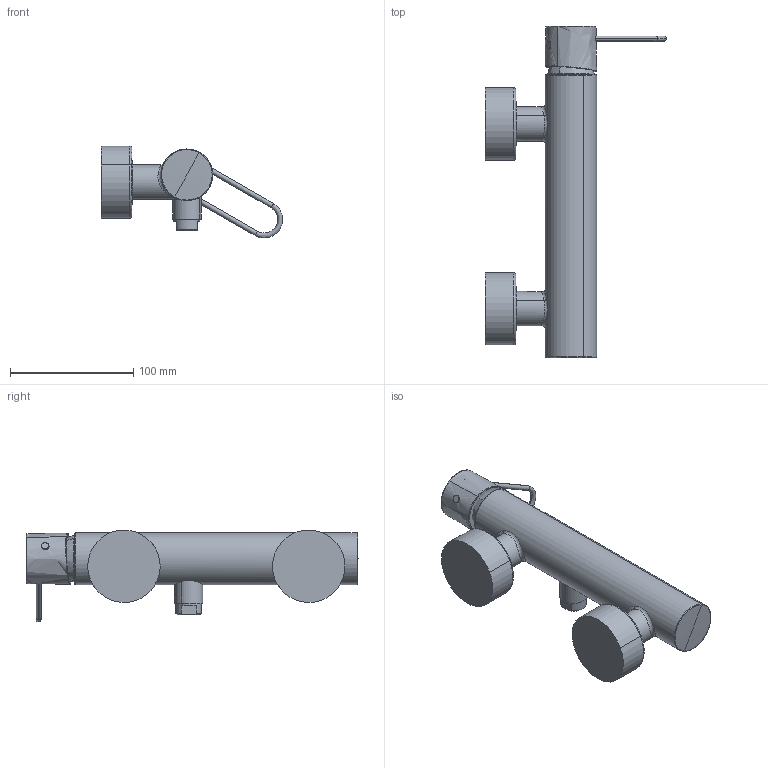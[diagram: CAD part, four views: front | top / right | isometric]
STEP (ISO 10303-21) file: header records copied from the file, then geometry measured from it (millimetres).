
FILE_DESCRIPTION(('CAx-IF Rec.Pracs.---Model Styling and Organization---1.2---2011-12-15','CAx-IF Rec.Pracs.---Geometric and Assembly Validation Properties---4.1---2014-06-16','CAx-IF Rec.Pracs.---PMI Polyline Presentation---2.0---2013-05-24'),'2;1');
FILE_NAME('1000110907_PPR_000.stp','2017-01-09T11:50:53+01:00',(''),(''),'STEP Interface 4.0.1101 by CT CoreTechnologie','3D_Evolution4.0.1101 by CT CoreTechnologie','');
FILE_SCHEMA(('AP203_CONFIGURATION_CONTROLLED_3D_DESIGN_OF_MECHANICAL_PARTS_AND_ASSEMBLIES_MIM_LF'));
Length unit declared in the file: millimetre
Products named in the file (11): P_2 Axor Uno Einhebel-Brausemischer Aufp 1000110907_PPR_000_A0; P_2 Grundkoerper DAPM Starck Puro 1000084699_PPA_000_A0; P_2 Rosette WAPM Starck Puro 1000084708_PPA_000_A0; P_2 Rosette WTM Uno Piccolo 1000084706_PPA_000_A0; P_2 Bügelgriff M35 WAPM_DAPM AXOR Uno³ 1000110645_PPR_000_A0; P_2 Griff M35_D42 h37_WAPM_DAPM_AXOR UNO 1000110644_PPA_000_A0; P_2 Griffbügel WTM AXOR UNO³ 1000110550_PPA_000_A0; Griffstopfen WTM Uno Piccolo 1000000801_PPA_000_A0; P_2 Rueckflussverhinderer RV  CV15_DN10 1000080909_PPR_000_A0; P_2 Fuehrungshuelse RV DW15_DN10 1000080908_PPA_000_A0; P_2 Gewindenippel Handbrause Starck 1000084707_PPA_000_A0
Assembly tree (11 placements, depth 3):
  P_2 Axor Uno Einhebel-Brausemischer Aufp 1000110907_PPR_000_A0
    P_2 Grundkoerper DAPM Starck Puro 1000084699_PPA_000_A0
    P_2 Rosette WAPM Starck Puro 1000084708_PPA_000_A0  x2
    P_2 Rosette WTM Uno Piccolo 1000084706_PPA_000_A0
    P_2 Bügelgriff M35 WAPM_DAPM AXOR Uno³ 1000110645_PPR_000_A0
      P_2 Griff M35_D42 h37_WAPM_DAPM_AXOR UNO 1000110644_PPA_000_A0
      P_2 Griffbügel WTM AXOR UNO³ 1000110550_PPA_000_A0
    Griffstopfen WTM Uno Piccolo 1000000801_PPA_000_A0
    P_2 Rueckflussverhinderer RV  CV15_DN10 1000080909_PPR_000_A0
      P_2 Fuehrungshuelse RV DW15_DN10 1000080908_PPA_000_A0
    P_2 Gewindenippel Handbrause Starck 1000084707_PPA_000_A0
Bounding box: 147.29 x 269.5 x 74.64 mm (x, y, z)
Volume: 570528.5 mm3; surface area: 79310 mm2
Topology: 9 solids, 9 shells, 189 faces, 419 edges, 247 vertices
Faces by surface type: bspline 89, cylinder 60, plane 40
Entity records: 13609 total; most frequent: CARTESIAN_POINT 7285, ORIENTED_EDGE 770, DIRECTION 751, EDGE_CURVE 385, AXIS2_PLACEMENT_3D 308, VERTEX_POINT 235, CIRCLE 202, EDGE_LOOP 196
